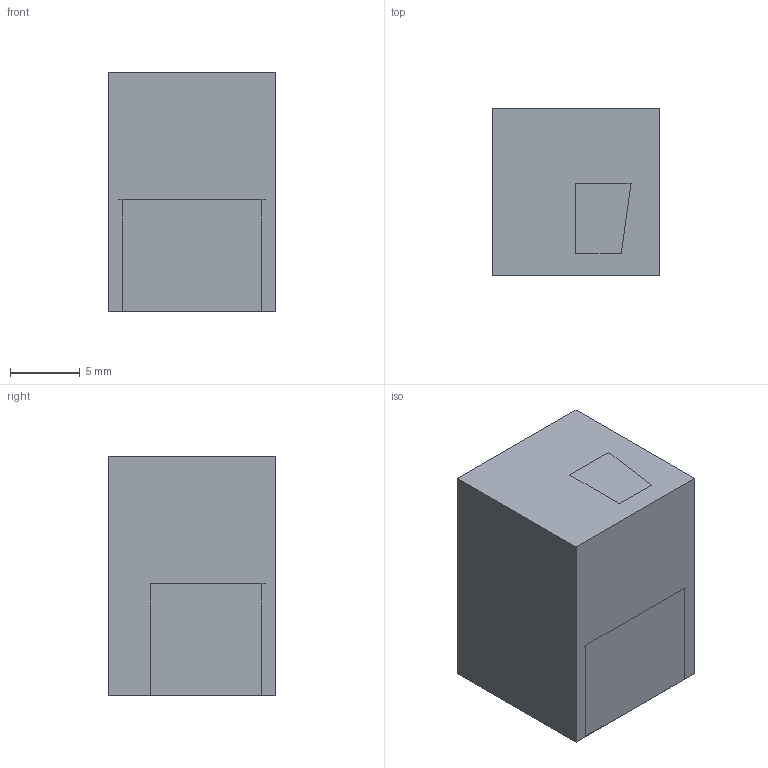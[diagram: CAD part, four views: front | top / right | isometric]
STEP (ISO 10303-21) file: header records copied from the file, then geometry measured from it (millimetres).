
FILE_DESCRIPTION(/* description */ (''),/* implementation_level */ '2;1');
FILE_NAME(/* name */ 'TDJ-1 (1).stp',/* time_stamp */ '2025-11-18T18:58:54+08:00',/* author */ (''),/* organization */ (''),/* preprocessor_version */ 'ST-DEVELOPER v16.7',/* originating_system */ 'SIEMENS PLM Software NX 12.0',/* authorisation */ '');
FILE_SCHEMA (('AUTOMOTIVE_DESIGN { 1 0 10303 214 3 1 1 1 }'));
Length unit declared in the file: millimetre
Products named in the file (1): TDJ-1 (1)
Bounding box: 12 x 12 x 17.13 mm (x, y, z)
Surface area: 1911.9 mm2
Topology: 2 solids, 2 shells, 26 faces, 62 edges, 41 vertices
Faces by surface type: plane 23, cylinder 3
Entity records: 893 total; most frequent: CARTESIAN_POINT 139, ORIENTED_EDGE 124, DIRECTION 119, EDGE_CURVE 62, LINE 53, VECTOR 53, VERTEX_POINT 41, AXIS2_PLACEMENT_3D 33
